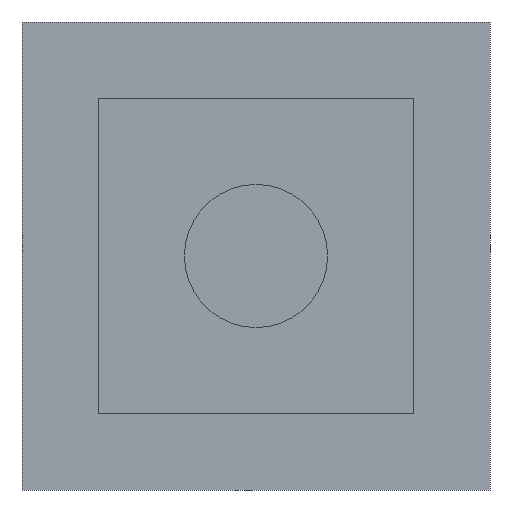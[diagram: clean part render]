
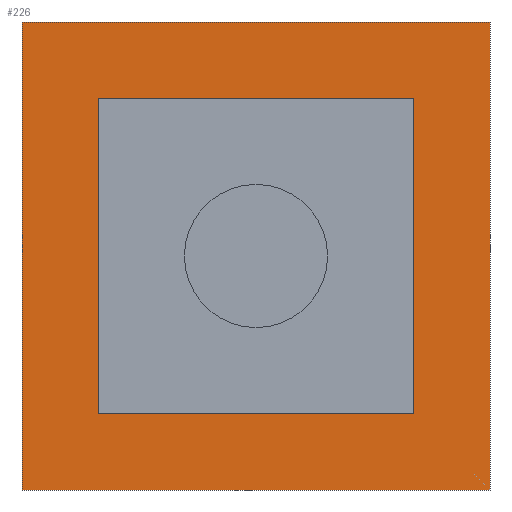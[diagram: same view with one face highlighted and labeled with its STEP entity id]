
A CAD part, front view. The second image highlights one B-rep face of the part: STEP entity #226.
In plain terms, the highlighted planar face has unit normal (0, -1, 0).
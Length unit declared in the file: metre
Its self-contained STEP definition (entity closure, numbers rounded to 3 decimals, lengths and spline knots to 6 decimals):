
#1=DIRECTION('',(0.,0.,-1.));
#2=VECTOR('',#1,0.0078);
#3=CARTESIAN_POINT('',(0.,0.,0.));
#4=LINE('',#3,#2);
#5=DIRECTION('',(-1.,0.,0.));
#6=VECTOR('',#5,0.0078);
#7=CARTESIAN_POINT('',(0.,0.,-0.0078));
#8=LINE('',#7,#6);
#9=DIRECTION('',(0.,0.,1.));
#10=VECTOR('',#9,0.0078);
#11=CARTESIAN_POINT('',(-0.0078,0.,-0.0078));
#12=LINE('',#11,#10);
#13=DIRECTION('',(1.,0.,0.));
#14=VECTOR('',#13,0.0078);
#15=CARTESIAN_POINT('',(-0.0078,0.,0.));
#16=LINE('',#15,#14);
#17=DIRECTION('',(0.,0.,-1.));
#18=VECTOR('',#17,0.00526);
#19=CARTESIAN_POINT('',(-0.00127,0.,-0.00127));
#20=LINE('',#19,#18);
#21=DIRECTION('',(1.,0.,0.));
#22=VECTOR('',#21,0.00526);
#23=CARTESIAN_POINT('',(-0.00653,0.,-0.00127));
#24=LINE('',#23,#22);
#25=DIRECTION('',(0.,0.,1.));
#26=VECTOR('',#25,0.00526);
#27=CARTESIAN_POINT('',(-0.00653,0.,-0.00653));
#28=LINE('',#27,#26);
#29=DIRECTION('',(-1.,0.,0.));
#30=VECTOR('',#29,0.00526);
#31=CARTESIAN_POINT('',(-0.00127,0.,-0.00653));
#32=LINE('',#31,#30);
#153=CARTESIAN_POINT('',(0.,0.,0.));
#154=CARTESIAN_POINT('',(0.,0.,-0.0078));
#155=VERTEX_POINT('',#153);
#156=VERTEX_POINT('',#154);
#157=CARTESIAN_POINT('',(-0.0078,0.,-0.0078));
#158=VERTEX_POINT('',#157);
#159=CARTESIAN_POINT('',(-0.0078,0.,0.));
#160=VERTEX_POINT('',#159);
#177=CARTESIAN_POINT('',(-0.00127,0.,-0.00127));
#178=CARTESIAN_POINT('',(-0.00127,0.,-0.00653));
#179=VERTEX_POINT('',#177);
#180=VERTEX_POINT('',#178);
#181=CARTESIAN_POINT('',(-0.00653,0.,-0.00653));
#182=VERTEX_POINT('',#181);
#183=CARTESIAN_POINT('',(-0.00653,0.,-0.00127));
#184=VERTEX_POINT('',#183);
#201=CARTESIAN_POINT('',(0.,0.,0.));
#202=DIRECTION('',(0.,1.,0.));
#203=DIRECTION('',(1.,0.,0.));
#204=AXIS2_PLACEMENT_3D('',#201,#202,#203);
#205=PLANE('',#204);
#207=ORIENTED_EDGE('',*,*,#206,.T.);
#209=ORIENTED_EDGE('',*,*,#208,.T.);
#211=ORIENTED_EDGE('',*,*,#210,.T.);
#213=ORIENTED_EDGE('',*,*,#212,.T.);
#214=EDGE_LOOP('',(#207,#209,#211,#213));
#215=FACE_OUTER_BOUND('',#214,.F.);
#217=ORIENTED_EDGE('',*,*,#216,.F.);
#219=ORIENTED_EDGE('',*,*,#218,.F.);
#221=ORIENTED_EDGE('',*,*,#220,.F.);
#223=ORIENTED_EDGE('',*,*,#222,.F.);
#224=EDGE_LOOP('',(#217,#219,#221,#223));
#225=FACE_BOUND('',#224,.F.);
#226=ADVANCED_FACE('',(#215,#225),#205,.F.);
#206=EDGE_CURVE('',#155,#156,#4,.T.);
#208=EDGE_CURVE('',#156,#158,#8,.T.);
#210=EDGE_CURVE('',#158,#160,#12,.T.);
#212=EDGE_CURVE('',#160,#155,#16,.T.);
#216=EDGE_CURVE('',#179,#180,#20,.T.);
#218=EDGE_CURVE('',#184,#179,#24,.T.);
#220=EDGE_CURVE('',#182,#184,#28,.T.);
#222=EDGE_CURVE('',#180,#182,#32,.T.);
